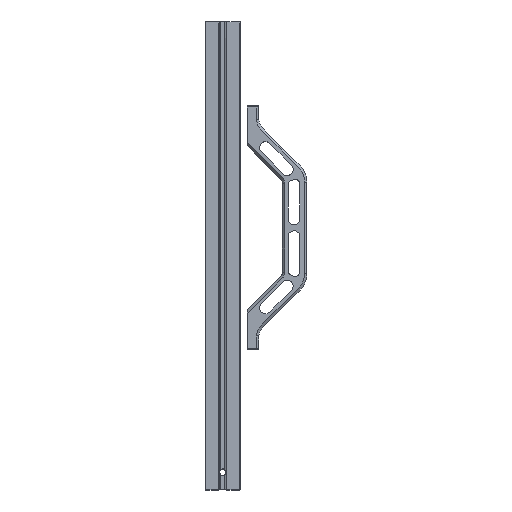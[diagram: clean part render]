
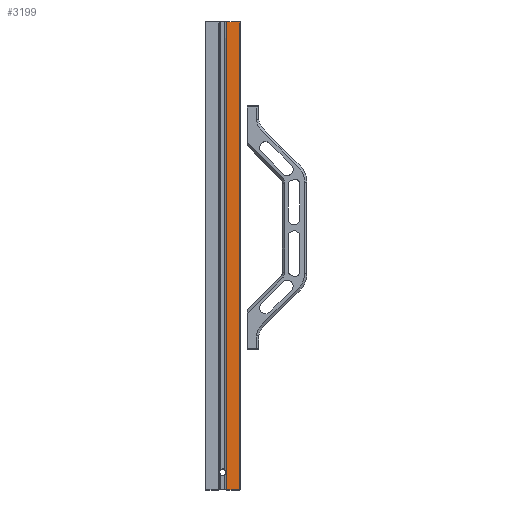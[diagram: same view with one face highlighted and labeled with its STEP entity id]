
A CAD part, left-side view. The second image highlights one B-rep face of the part: STEP entity #3199.
In plain terms, the highlighted face is planar.
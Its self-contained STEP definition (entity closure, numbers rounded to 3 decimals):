
#3199=ADVANCED_FACE('',(#5769),#4747,.F.);
#4747=PLANE('',#31445);
#5769=FACE_OUTER_BOUND('',#7445,.T.);
#7445=EDGE_LOOP('',(#10480,#10481,#10482,#10483));
#10480=ORIENTED_EDGE('',*,*,#21373,.T.);
#10481=ORIENTED_EDGE('',*,*,#21372,.F.);
#10482=ORIENTED_EDGE('',*,*,#21374,.F.);
#10483=ORIENTED_EDGE('',*,*,#21375,.T.);
#18302=VERTEX_POINT('',#44355);
#18303=VERTEX_POINT('',#44357);
#18304=VERTEX_POINT('',#44361);
#18305=VERTEX_POINT('',#44363);
#21372=EDGE_CURVE('',#18303,#18302,#25563,.T.);
#21373=EDGE_CURVE('',#18304,#18302,#25564,.T.);
#21374=EDGE_CURVE('',#18305,#18303,#25565,.T.);
#21375=EDGE_CURVE('',#18305,#18304,#25566,.T.);
#25563=LINE('',#44358,#28499);
#25564=LINE('',#44360,#28500);
#25565=LINE('',#44362,#28501);
#25566=LINE('',#44364,#28502);
#28499=VECTOR('',#35480,1.);
#28500=VECTOR('',#35483,1.);
#28501=VECTOR('',#35484,1.);
#28502=VECTOR('',#35485,1.);
#31445=AXIS2_PLACEMENT_3D('',#44365,#35486,#35487);
#35480=DIRECTION('',(0.,0.,-1.));
#35483=DIRECTION('',(1.,0.,0.));
#35484=DIRECTION('',(1.,0.,0.));
#35485=DIRECTION('',(0.,0.,-1.));
#35486=DIRECTION('',(0.,1.,0.));
#35487=DIRECTION('',(-1.,0.,0.));
#44355=CARTESIAN_POINT('',(7.25,-7.5,-100.));
#44357=CARTESIAN_POINT('',(7.25,-7.5,100.));
#44358=CARTESIAN_POINT('',(7.25,-7.5,100.));
#44360=CARTESIAN_POINT('',(1.75,-7.5,-100.));
#44361=CARTESIAN_POINT('',(1.75,-7.5,-100.));
#44362=CARTESIAN_POINT('',(1.75,-7.5,100.));
#44363=CARTESIAN_POINT('',(1.75,-7.5,100.));
#44364=CARTESIAN_POINT('',(1.75,-7.5,100.));
#44365=CARTESIAN_POINT('',(1.75,-7.5,100.));
